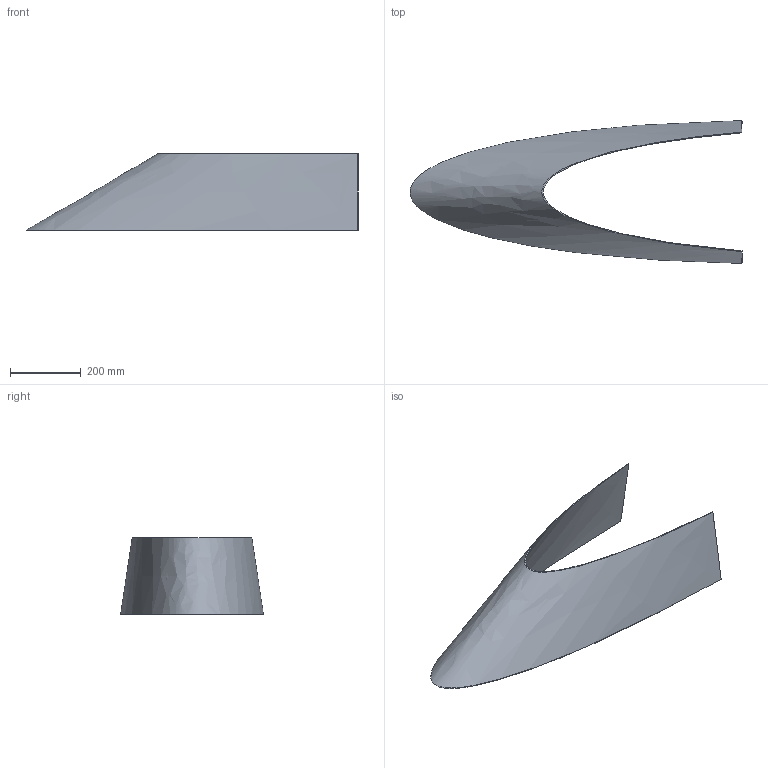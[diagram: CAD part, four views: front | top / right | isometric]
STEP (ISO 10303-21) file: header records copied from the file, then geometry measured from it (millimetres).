
FILE_DESCRIPTION(/* description */ ('STEP AP214'),/* implementation_level */ '2;1');
FILE_NAME(/* name */ '659609b8b72d8b7d55e7bd89',/* time_stamp */ '2024-01-04T01:28:25Z',/* author */ (''),/* organization */ (''),/* preprocessor_version */ 'ST-DEVELOPER v19.4',/* originating_system */ ' ',/* authorisation */ ' ');
FILE_SCHEMA (('AUTOMOTIVE_DESIGN {1 0 10303 214 3 1 1}'));
Length unit declared in the file: metre
Products named in the file (1): Windshield
Bounding box: 936.58 x 402.88 x 214.79 mm (x, y, z)
Volume: 762568.2 mm3; surface area: 782720.2 mm2
Topology: 1 solids, 1 shells, 6 faces, 12 edges, 8 vertices
Faces by surface type: plane 4, bspline 2
Entity records: 956 total; most frequent: CARTESIAN_POINT 809, ORIENTED_EDGE 24, DIRECTION 18, EDGE_CURVE 12, LINE 8, VECTOR 8, VERTEX_POINT 8, EDGE_LOOP 6
